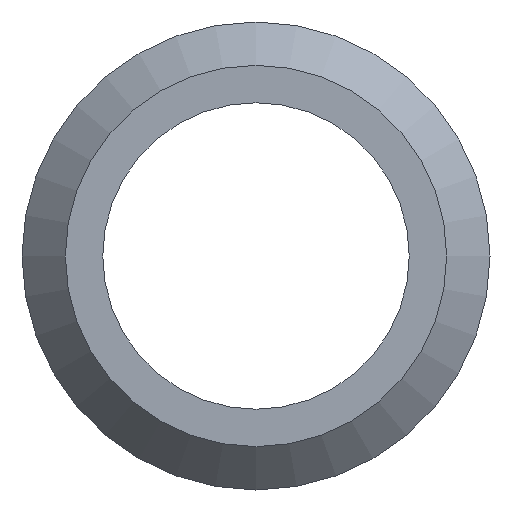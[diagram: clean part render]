
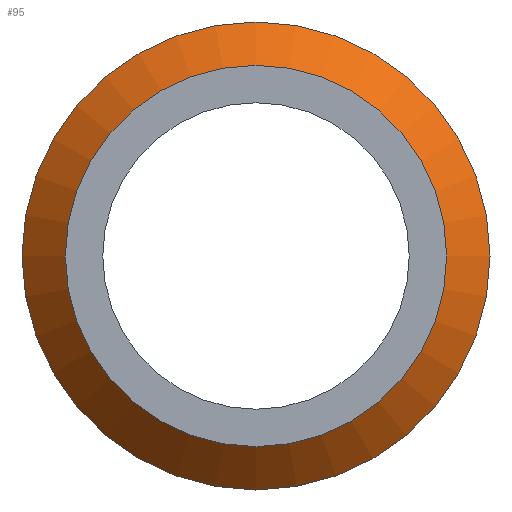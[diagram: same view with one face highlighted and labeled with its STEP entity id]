
A CAD part, front view. The second image highlights one B-rep face of the part: STEP entity #95.
In plain terms, the highlighted conical face has half-angle 45 degrees and reference radius 11.066 mm.
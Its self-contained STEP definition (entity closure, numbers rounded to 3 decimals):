
#15=CONICAL_SURFACE($,#111,11.066,45.);
#24=FACE_BOUND($,#43,.T.);
#30=FACE_OUTER_BOUND($,#42,.T.);
#42=EDGE_LOOP($,(#77));
#43=EDGE_LOOP($,(#78));
#51=CIRCLE($,#110,12.195);
#52=CIRCLE($,#112,9.936);
#58=VERTEX_POINT($,#160);
#59=VERTEX_POINT($,#163);
#65=EDGE_CURVE($,#58,#58,#51,.T.);
#66=EDGE_CURVE($,#59,#59,#52,.T.);
#77=ORIENTED_EDGE($,*,*,#65,.T.);
#78=ORIENTED_EDGE($,*,*,#66,.F.);
#95=ADVANCED_FACE($,(#30,#24),#15,.T.);
#110=AXIS2_PLACEMENT_3D($,#161,#136,#137);
#111=AXIS2_PLACEMENT_3D($,#162,#138,#139);
#112=AXIS2_PLACEMENT_3D($,#164,#140,#141);
#136=DIRECTION('center_axis',(0.,-1.,0.));
#137=DIRECTION('ref_axis',(1.,0.,0.));
#138=DIRECTION('center_axis',(0.,1.,0.));
#139=DIRECTION('ref_axis',(1.,0.,0.));
#140=DIRECTION('center_axis',(0.,-1.,0.));
#141=DIRECTION('ref_axis',(1.,0.,0.));
#160=CARTESIAN_POINT('',(12.195,2.259,0.));
#161=CARTESIAN_POINT('Origin',(0.,2.259,0.));
#162=CARTESIAN_POINT('Origin',(0.,1.129,0.));
#163=CARTESIAN_POINT('',(9.936,0.,0.));
#164=CARTESIAN_POINT('Origin',(0.,0.,0.));
